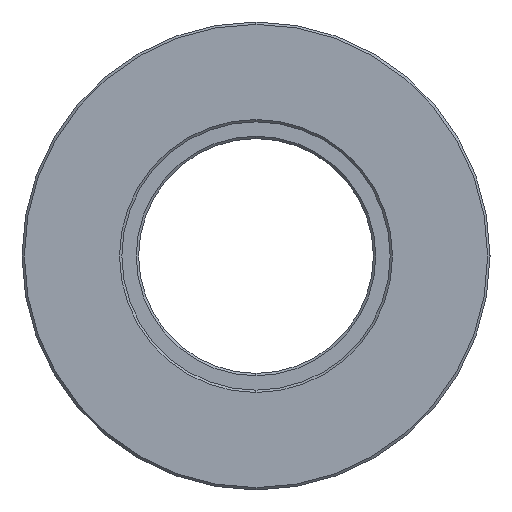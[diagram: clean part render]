
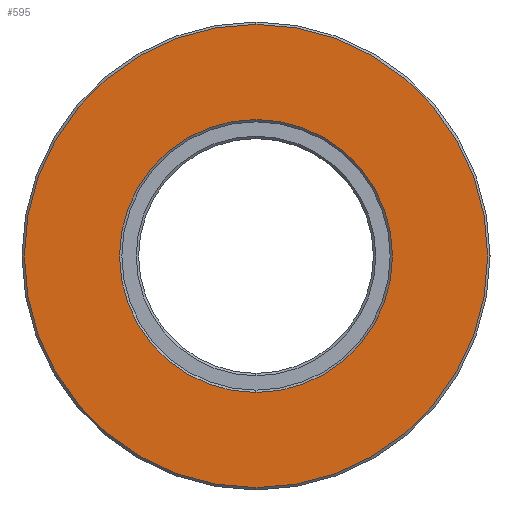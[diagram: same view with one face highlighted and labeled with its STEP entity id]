
A CAD part, left-side view. The second image highlights one B-rep face of the part: STEP entity #595.
In plain terms, the highlighted planar face has unit normal (-1, 0, 0).
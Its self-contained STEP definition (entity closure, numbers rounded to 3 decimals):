
#71 = DIRECTION ( 'NONE',  ( 1., 0., 0. ) ) ;
#96 = AXIS2_PLACEMENT_3D ( 'NONE', #575, #580, #425 ) ;
#120 = CARTESIAN_POINT ( 'NONE',  ( 0., 0., 0. ) ) ;
#122 = VERTEX_POINT ( 'NONE', #196 ) ;
#145 = CIRCLE ( 'NONE', #96, 14.85 ) ;
#161 = CIRCLE ( 'NONE', #731, 8.75 ) ;
#196 = CARTESIAN_POINT ( 'NONE',  ( 0., 0., 8.75 ) ) ;
#234 = CARTESIAN_POINT ( 'NONE',  ( 0., 0., -8.75 ) ) ;
#274 = CARTESIAN_POINT ( 'NONE',  ( 0., 0., 14.85 ) ) ;
#309 = EDGE_CURVE ( 'NONE', #932, #563, #145, .T. ) ;
#363 = VERTEX_POINT ( 'NONE', #234 ) ;
#406 = FACE_BOUND ( 'NONE', #919, .T. ) ;
#409 = EDGE_CURVE ( 'NONE', #363, #122, #161, .T. ) ;
#425 = DIRECTION ( 'NONE',  ( 0., 0., -1. ) ) ;
#431 = DIRECTION ( 'NONE',  ( 1., 0., 0. ) ) ;
#494 = DIRECTION ( 'NONE',  ( 1., 0., 0. ) ) ;
#518 = CARTESIAN_POINT ( 'NONE',  ( 0., 0., 0. ) ) ;
#563 = VERTEX_POINT ( 'NONE', #274 ) ;
#571 = EDGE_CURVE ( 'NONE', #122, #363, #716, .T. ) ;
#572 = DIRECTION ( 'NONE',  ( 0., 0., -1. ) ) ;
#575 = CARTESIAN_POINT ( 'NONE',  ( 0., 0., 0. ) ) ;
#580 = DIRECTION ( 'NONE',  ( -1., 0., 0. ) ) ;
#583 = CARTESIAN_POINT ( 'NONE',  ( 0., 8.6, 0. ) ) ;
#595 = ADVANCED_FACE ( 'NONE', ( #934, #406 ), #789, .F. ) ;
#632 = AXIS2_PLACEMENT_3D ( 'NONE', #583, #431, #711 ) ;
#674 = DIRECTION ( 'NONE',  ( -1., 0., 0. ) ) ;
#676 = DIRECTION ( 'NONE',  ( 0., 0., -1. ) ) ;
#711 = DIRECTION ( 'NONE',  ( 0., 0., -1. ) ) ;
#714 = AXIS2_PLACEMENT_3D ( 'NONE', #120, #494, #572 ) ;
#716 = CIRCLE ( 'NONE', #714, 8.75 ) ;
#731 = AXIS2_PLACEMENT_3D ( 'NONE', #749, #71, #676 ) ;
#733 = ORIENTED_EDGE ( 'NONE', *, *, #754, .T. ) ;
#740 = CIRCLE ( 'NONE', #968, 14.85 ) ;
#744 = DIRECTION ( 'NONE',  ( 0., 0., -1. ) ) ;
#749 = CARTESIAN_POINT ( 'NONE',  ( 0., 0., 0. ) ) ;
#750 = EDGE_LOOP ( 'NONE', ( #845, #733 ) ) ;
#754 = EDGE_CURVE ( 'NONE', #563, #932, #740, .T. ) ;
#789 = PLANE ( 'NONE',  #632 ) ;
#845 = ORIENTED_EDGE ( 'NONE', *, *, #309, .T. ) ;
#913 = ORIENTED_EDGE ( 'NONE', *, *, #409, .T. ) ;
#919 = EDGE_LOOP ( 'NONE', ( #978, #913 ) ) ;
#932 = VERTEX_POINT ( 'NONE', #976 ) ;
#934 = FACE_OUTER_BOUND ( 'NONE', #750, .T. ) ;
#968 = AXIS2_PLACEMENT_3D ( 'NONE', #518, #674, #744 ) ;
#976 = CARTESIAN_POINT ( 'NONE',  ( 0., 0., -14.85 ) ) ;
#978 = ORIENTED_EDGE ( 'NONE', *, *, #571, .T. ) ;
